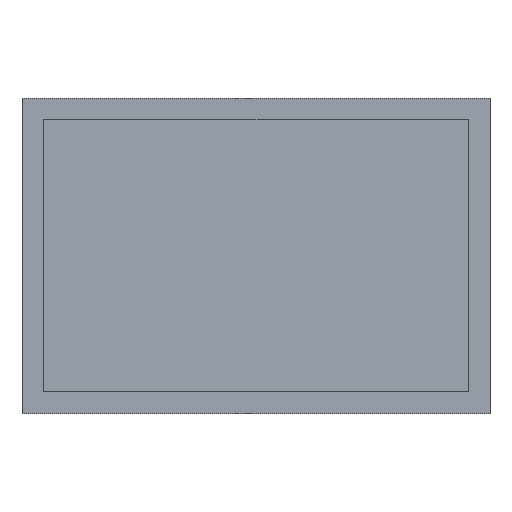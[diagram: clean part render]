
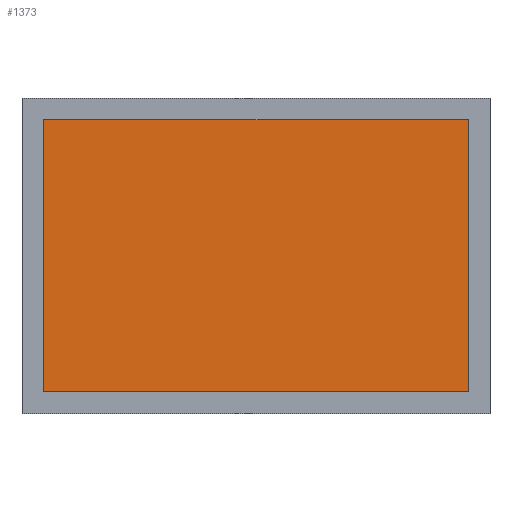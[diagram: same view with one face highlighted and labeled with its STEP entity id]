
A CAD part, top view. The second image highlights one B-rep face of the part: STEP entity #1373.
In plain terms, the highlighted planar face has unit normal (0, 0, 1).
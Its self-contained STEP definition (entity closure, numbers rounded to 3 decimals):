
#49=FACE_OUTER_BOUND($,#113,.T.);
#113=EDGE_LOOP($,(#925,#926,#927,#928));
#207=LINE($,#1878,#399);
#211=LINE($,#1885,#403);
#214=LINE($,#1891,#406);
#216=LINE($,#1894,#408);
#399=VECTOR($,#1530,39.);
#403=VECTOR($,#1536,25.);
#406=VECTOR($,#1541,39.);
#408=VECTOR($,#1545,25.);
#591=VERTEX_POINT($,#1875);
#592=VERTEX_POINT($,#1877);
#594=VERTEX_POINT($,#1883);
#596=VERTEX_POINT($,#1889);
#719=EDGE_CURVE($,#591,#592,#207,.T.);
#723=EDGE_CURVE($,#594,#591,#211,.T.);
#726=EDGE_CURVE($,#596,#594,#214,.T.);
#728=EDGE_CURVE($,#592,#596,#216,.T.);
#925=ORIENTED_EDGE($,*,*,#728,.F.);
#926=ORIENTED_EDGE($,*,*,#719,.F.);
#927=ORIENTED_EDGE($,*,*,#723,.F.);
#928=ORIENTED_EDGE($,*,*,#726,.F.);
#1297=PLANE($,#1452);
#1373=ADVANCED_FACE($,(#49),#1297,.T.);
#1452=AXIS2_PLACEMENT_3D($,#1895,#1546,#1547);
#1530=DIRECTION($,(-1.,0.,0.));
#1536=DIRECTION($,(0.,-1.,0.));
#1541=DIRECTION($,(1.,0.,0.));
#1545=DIRECTION($,(0.,1.,0.));
#1546=DIRECTION('center_axis',(0.,0.,1.));
#1547=DIRECTION('ref_axis',(1.,0.,0.));
#1875=CARTESIAN_POINT('',(19.5,-12.5,3.2));
#1877=CARTESIAN_POINT('',(-19.5,-12.5,3.2));
#1878=CARTESIAN_POINT($,(19.5,-12.5,3.2));
#1883=CARTESIAN_POINT('',(19.5,12.5,3.2));
#1885=CARTESIAN_POINT($,(19.5,12.5,3.2));
#1889=CARTESIAN_POINT('',(-19.5,12.5,3.2));
#1891=CARTESIAN_POINT($,(-19.5,12.5,3.2));
#1894=CARTESIAN_POINT($,(-19.5,-12.5,3.2));
#1895=CARTESIAN_POINT('Origin',(0.,0.,3.2));
